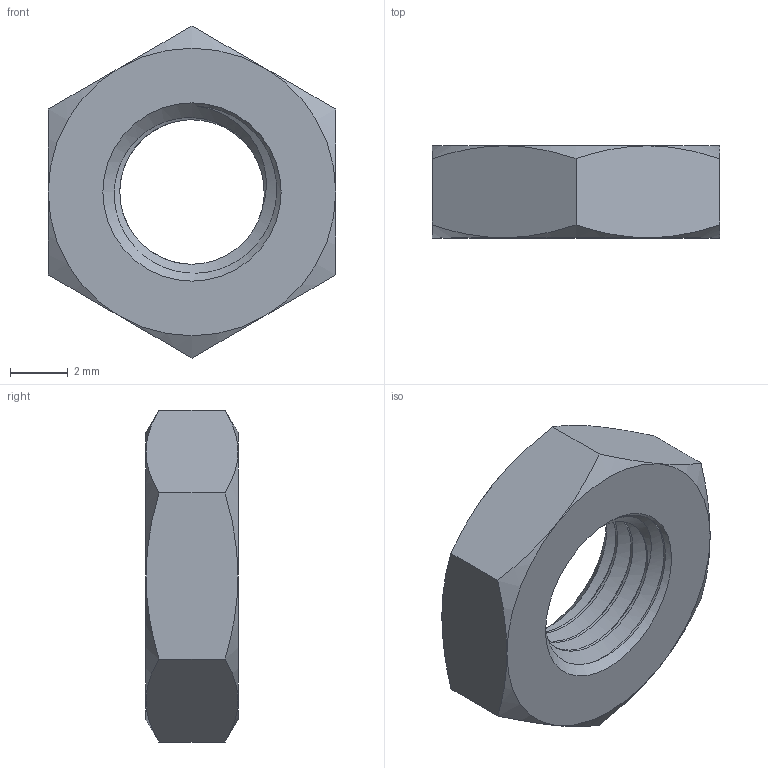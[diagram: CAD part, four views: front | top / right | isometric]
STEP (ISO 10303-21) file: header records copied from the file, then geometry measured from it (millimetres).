
FILE_DESCRIPTION(/* description */ (''),/* implementation_level */ '2;1');
FILE_NAME(/* name */ '90326A201_Steel Thin Hex Nut.step',/* time_stamp */ '2022-08-23T12:54:16-03:00',/* author */ (''),/* organization */ (''),/* preprocessor_version */ 'ST-DEVELOPER v19',/* originating_system */ 'Autodesk Translation Framework v11.7.0.108',/* authorisation */ '');
FILE_SCHEMA (('AUTOMOTIVE_DESIGN { 1 0 10303 214 3 1 1 }'));
Length unit declared in the file: millimetre
Products named in the file (1): 90326A201_Steel Thin Hex Nut
Bounding box: 10 x 3.2 x 11.55 mm (x, y, z)
Volume: 195.7 mm3; surface area: 309.9 mm2
Topology: 1 solids, 1 shells, 34 faces, 84 edges, 52 vertices
Faces by surface type: cone 15, cylinder 9, plane 8, bspline 2
Full cylindrical faces by diameter (mm): 5.026 x2, 6 x3
Entity records: 1843 total; most frequent: CARTESIAN_POINT 1127, ORIENTED_EDGE 168, DIRECTION 118, EDGE_CURVE 84, VERTEX_POINT 52, AXIS2_PLACEMENT_3D 51, EDGE_LOOP 36, FACE_OUTER_BOUND 34
